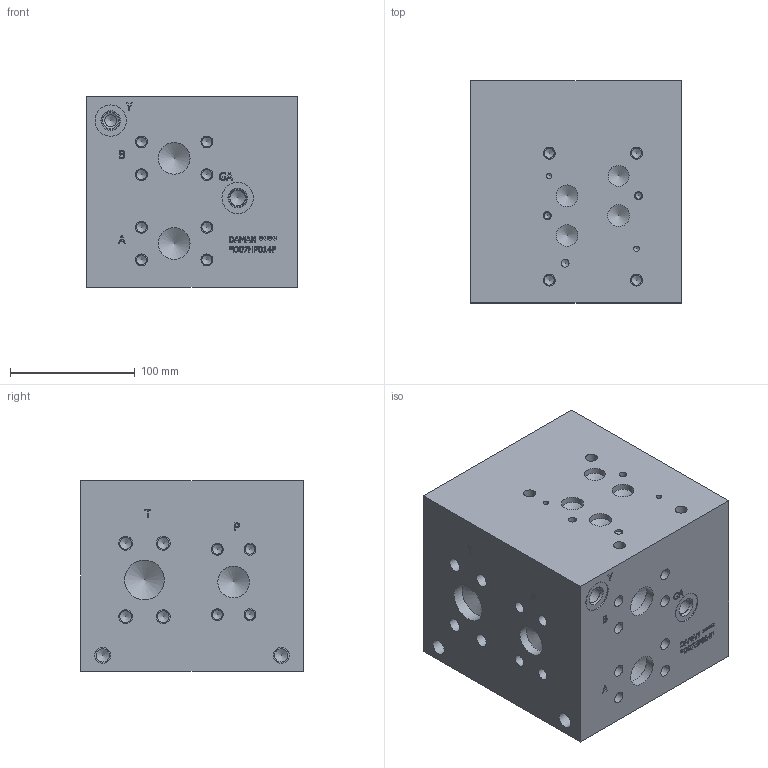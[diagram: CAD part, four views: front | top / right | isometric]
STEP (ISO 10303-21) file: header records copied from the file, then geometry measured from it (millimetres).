
FILE_DESCRIPTION(/* description */ (''),/* implementation_level */ '2;1');
FILE_NAME(/* name */ '_D07HP014F.stp',/* time_stamp */ '2021-06-24T13:15:54-04:00',/* author */ ('anthonyv'),/* organization */ (''),/* preprocessor_version */ 'ST-DEVELOPER v18.1',/* originating_system */ 'Autodesk Inventor 2021',/* authorisation */ '');
FILE_SCHEMA (('AUTOMOTIVE_DESIGN { 1 0 10303 214 3 1 1 }'));
Length unit declared in the file: millimetre
Products named in the file (1): Part_AD07HP014F_3D
Bounding box: 168.28 x 177.8 x 152.4 mm (x, y, z)
Volume: 4426809.3 mm3; surface area: 204797 mm2
Topology: 1 solids, 1 shells, 613 faces, 1678 edges, 1147 vertices
Faces by surface type: plane 374, bspline 93, cylinder 91, cone 55
Full cylindrical faces by diameter (mm): 4.369 x2, 5.105 x2, 6.35 x3, 7.925 x20, 9.347 x8, 9.525 x21, 10.719 x4, 11.125 x8, 12.294 x1, 12.7 x4, 12.9 x2, 14.275 x2, 14.529 x2, 16.662 x1, 17.475 x3, 25.019 x2, 25.4 x4, 31.75 x2
Entity records: 20206 total; most frequent: CARTESIAN_POINT 4599, ORIENTED_EDGE 3258, DIRECTION 2813, EDGE_CURVE 1629, VERTEX_POINT 1147, LINE 1115, VECTOR 1115, AXIS2_PLACEMENT_3D 849
